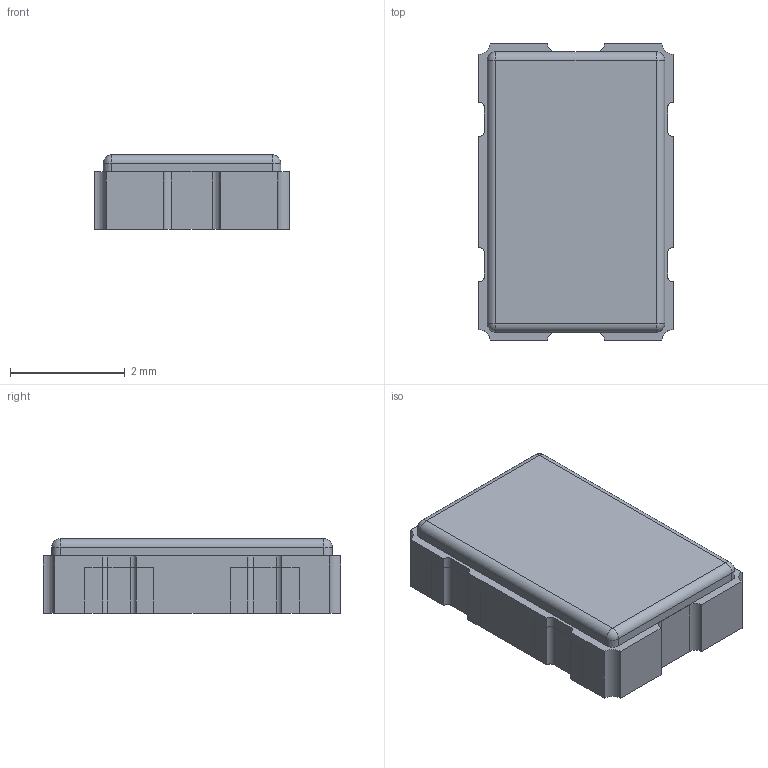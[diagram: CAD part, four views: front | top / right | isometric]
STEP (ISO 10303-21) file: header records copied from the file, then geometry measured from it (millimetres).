
FILE_DESCRIPTION((''),'2;1');
FILE_NAME('OSCSC254P320X500X130-4N.stp','2015-09-22T19:30:58',(''),(''),'Mechanical Desktop 2011','Mechanical Desktop 2011',', , ');
FILE_SCHEMA(('AUTOMOTIVE_DESIGN { 1 2 10303 214 1 1 1 1 }'));
Length unit declared in the file: millimetre
Products named in the file (1): Product
Bounding box: 3.4 x 5.2 x 1.3 mm (x, y, z)
Volume: 21.5 mm3; surface area: 115.4 mm2
Topology: 6 solids, 6 shells, 108 faces, 276 edges, 180 vertices
Faces by surface type: plane 72, cylinder 32, sphere 4
Entity records: 3302 total; most frequent: CARTESIAN_POINT 565, DIRECTION 558, ORIENTED_EDGE 552, EDGE_CURVE 276, VECTOR 212, LINE 212, VERTEX_POINT 180, AXIS2_PLACEMENT_3D 173
